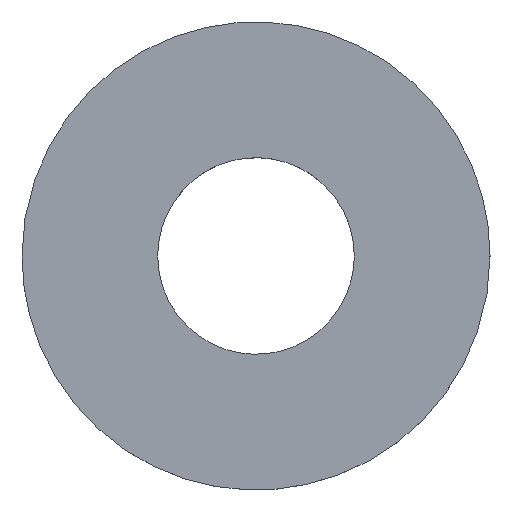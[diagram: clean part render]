
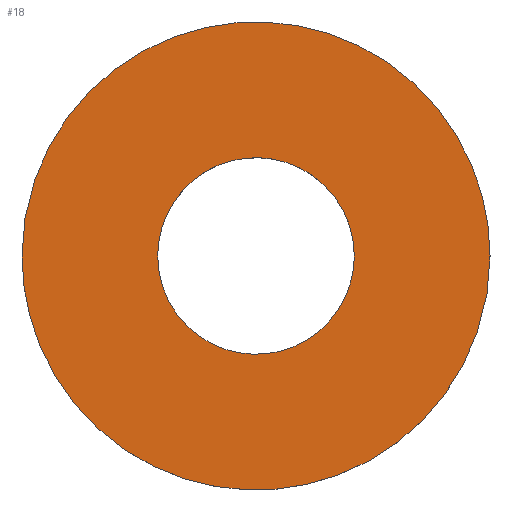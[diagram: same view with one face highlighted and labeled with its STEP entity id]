
A CAD part, top view. The second image highlights one B-rep face of the part: STEP entity #18.
In plain terms, the highlighted planar face has unit normal (0, 0, 1).
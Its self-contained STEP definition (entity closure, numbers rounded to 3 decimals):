
#14=FACE_BOUND('',#31,.T.);
#18=ADVANCED_FACE('',(#24,#14),#92,.T.);
#24=FACE_OUTER_BOUND('',#30,.T.);
#30=EDGE_LOOP('',(#44,#45));
#31=EDGE_LOOP('',(#46,#47));
#44=ORIENTED_EDGE('',*,*,#67,.F.);
#45=ORIENTED_EDGE('',*,*,#60,.F.);
#46=ORIENTED_EDGE('',*,*,#70,.F.);
#47=ORIENTED_EDGE('',*,*,#63,.F.);
#60=EDGE_CURVE('',#84,#88,#72,.T.);
#63=EDGE_CURVE('',#86,#90,#75,.T.);
#67=EDGE_CURVE('',#88,#84,#79,.T.);
#70=EDGE_CURVE('',#90,#86,#82,.T.);
#72=(
BOUNDED_CURVE()
B_SPLINE_CURVE(2,(#246,#247,#248,#249,#250),.UNSPECIFIED.,.F.,.F.)
B_SPLINE_CURVE_WITH_KNOTS((3,2,3),(0.,15.708,31.416),
 .UNSPECIFIED.)
CURVE()
GEOMETRIC_REPRESENTATION_ITEM()
RATIONAL_B_SPLINE_CURVE((1.,0.707,1.,0.707,1.))
REPRESENTATION_ITEM('')
);
#75=(
BOUNDED_CURVE()
B_SPLINE_CURVE(2,(#258,#259,#260,#261,#262),.UNSPECIFIED.,.F.,.F.)
B_SPLINE_CURVE_WITH_KNOTS((3,2,3),(62.832,69.429,76.027),
 .UNSPECIFIED.)
CURVE()
GEOMETRIC_REPRESENTATION_ITEM()
RATIONAL_B_SPLINE_CURVE((1.,0.707,1.,0.707,1.))
REPRESENTATION_ITEM('')
);
#79=(
BOUNDED_CURVE()
B_SPLINE_CURVE(2,(#272,#273,#274,#275,#276),.UNSPECIFIED.,.F.,.F.)
B_SPLINE_CURVE_WITH_KNOTS((3,2,3),(31.416,47.124,62.832),
 .UNSPECIFIED.)
CURVE()
GEOMETRIC_REPRESENTATION_ITEM()
RATIONAL_B_SPLINE_CURVE((1.,0.707,1.,0.707,1.))
REPRESENTATION_ITEM('')
);
#82=(
BOUNDED_CURVE()
B_SPLINE_CURVE(2,(#284,#285,#286,#287,#288),.UNSPECIFIED.,.F.,.F.)
B_SPLINE_CURVE_WITH_KNOTS((3,2,3),(76.027,82.624,89.221),
 .UNSPECIFIED.)
CURVE()
GEOMETRIC_REPRESENTATION_ITEM()
RATIONAL_B_SPLINE_CURVE((1.,0.707,1.,0.707,1.))
REPRESENTATION_ITEM('')
);
#84=VERTEX_POINT('',#238);
#86=VERTEX_POINT('',#240);
#88=VERTEX_POINT('',#242);
#90=VERTEX_POINT('',#244);
#92=PLANE('',#186);
#186=AXIS2_PLACEMENT_3D('',#216,#191,$);
#191=DIRECTION('',(0.,0.,1.));
#216=CARTESIAN_POINT('',(-12.5,12.5,1.5));
#238=CARTESIAN_POINT('',(10.,0.,1.5));
#240=CARTESIAN_POINT('',(4.2,0.,1.5));
#242=CARTESIAN_POINT('',(-10.,0.,1.5));
#244=CARTESIAN_POINT('',(-4.2,0.,1.5));
#246=CARTESIAN_POINT('',(10.,0.,1.5));
#247=CARTESIAN_POINT('',(10.,-10.,1.5));
#248=CARTESIAN_POINT('',(0.,-10.,1.5));
#249=CARTESIAN_POINT('',(-10.,-10.,1.5));
#250=CARTESIAN_POINT('',(-10.,0.,1.5));
#258=CARTESIAN_POINT('',(4.2,0.,1.5));
#259=CARTESIAN_POINT('',(4.2,4.2,1.5));
#260=CARTESIAN_POINT('',(0.,4.2,1.5));
#261=CARTESIAN_POINT('',(-4.2,4.2,1.5));
#262=CARTESIAN_POINT('',(-4.2,0.,1.5));
#272=CARTESIAN_POINT('',(-10.,0.,1.5));
#273=CARTESIAN_POINT('',(-10.,10.,1.5));
#274=CARTESIAN_POINT('',(0.,10.,1.5));
#275=CARTESIAN_POINT('',(10.,10.,1.5));
#276=CARTESIAN_POINT('',(10.,0.,1.5));
#284=CARTESIAN_POINT('',(-4.2,0.,1.5));
#285=CARTESIAN_POINT('',(-4.2,-4.2,1.5));
#286=CARTESIAN_POINT('',(0.,-4.2,1.5));
#287=CARTESIAN_POINT('',(4.2,-4.2,1.5));
#288=CARTESIAN_POINT('',(4.2,0.,1.5));
